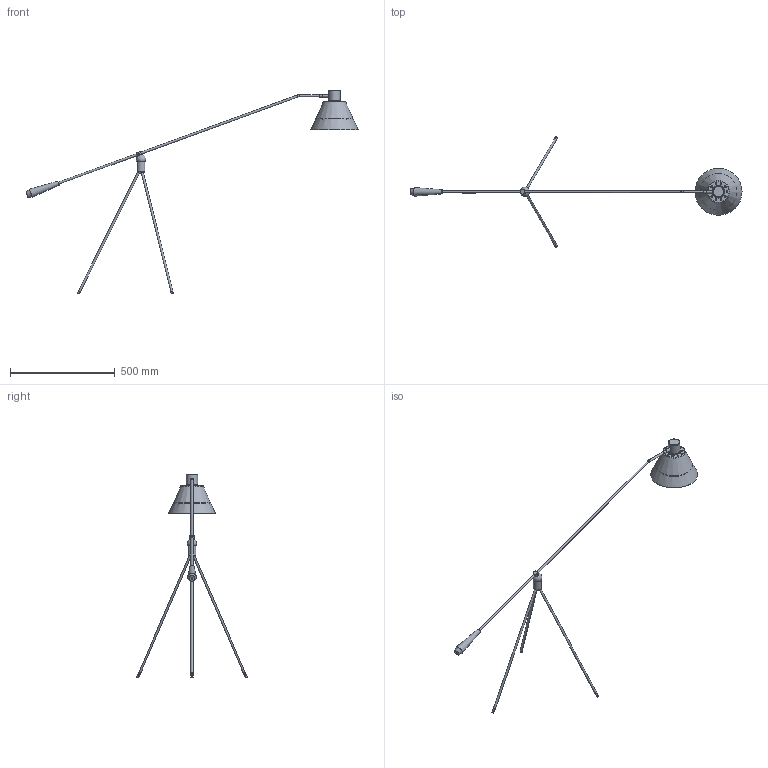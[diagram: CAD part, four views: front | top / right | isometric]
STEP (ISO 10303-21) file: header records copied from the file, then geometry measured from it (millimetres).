
FILE_DESCRIPTION(/* description */ (''),/* implementation_level */ '2;1');
FILE_NAME(/* name */ 'Magneto floor lamp - Fillekes v31.step',/* time_stamp */ '2022-05-05T11:38:29+02:00',/* author */ (''),/* organization */ (''),/* preprocessor_version */ 'ST-DEVELOPER v18.1',/* originating_system */ 'Autodesk Translation Framework v10.14.0.1471',/* authorisation */ '');
FILE_SCHEMA (('AUTOMOTIVE_DESIGN { 1 0 10303 214 3 1 1 }'));
Length unit declared in the file: millimetre
Products named in the file (1): Magneto floor lamp - Fillekes
Bounding box: 1587.5 x 528.51 x 974.95 mm (x, y, z)
Volume: 793743.3 mm3; surface area: 448835.7 mm2
Topology: 17 solids, 17 shells, 115 faces, 210 edges, 139 vertices
Faces by surface type: cylinder 47, plane 46, torus 13, cone 6, sphere 3
Full cylindrical faces by diameter (mm): 4 x6, 4.234 x1, 7 x3, 8 x10, 8.526 x1, 9.85 x1, 10 x12, 11 x1, 13 x2, 22 x1, 34 x2, 38 x1, 40 x1, 52 x1, 55 x1, 154 x1, 174 x2
Entity records: 3171 total; most frequent: CARTESIAN_POINT 713, DIRECTION 555, ORIENTED_EDGE 414, AXIS2_PLACEMENT_3D 250, EDGE_CURVE 207, EDGE_LOOP 158, VERTEX_POINT 139, CIRCLE 134
